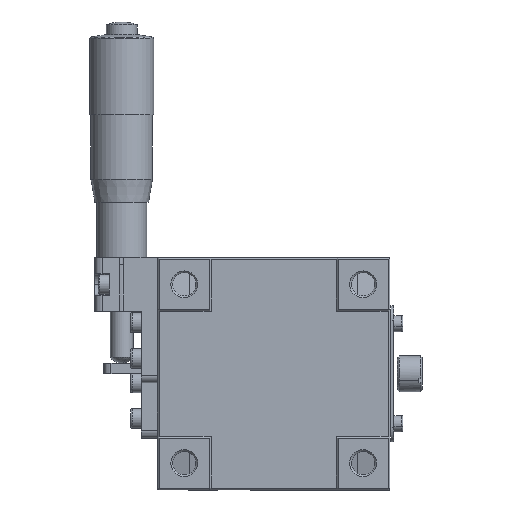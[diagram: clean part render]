
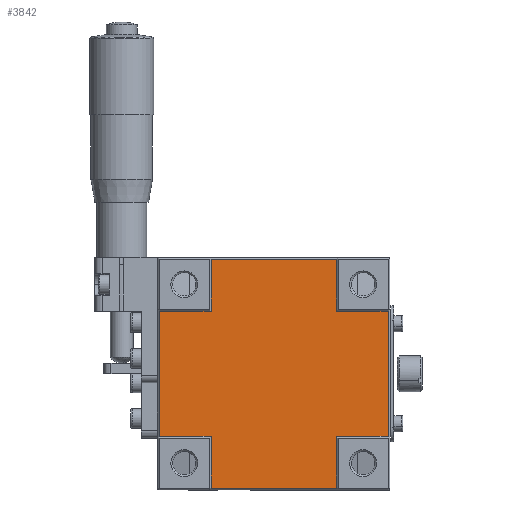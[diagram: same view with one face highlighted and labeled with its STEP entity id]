
A CAD part, front view. The second image highlights one B-rep face of the part: STEP entity #3842.
In plain terms, the highlighted planar face has unit normal (0, -1, 0).
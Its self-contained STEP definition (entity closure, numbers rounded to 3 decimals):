
#58 = EDGE_CURVE ( 'NONE', #4682, #8115, #1314, .T. ) ;
#658 = DIRECTION ( 'NONE',  ( -1., 0., 0. ) ) ;
#690 = LINE ( 'NONE', #1025, #3500 ) ;
#823 = LINE ( 'NONE', #13648, #6156 ) ;
#1002 = DIRECTION ( 'NONE',  ( 0., 0., -1. ) ) ;
#1016 = VERTEX_POINT ( 'NONE', #11522 ) ;
#1025 = CARTESIAN_POINT ( 'NONE',  ( 17.5, 0.5, -32.5 ) ) ;
#1220 = EDGE_CURVE ( 'NONE', #1016, #8115, #3588, .T. ) ;
#1314 = LINE ( 'NONE', #2122, #9476 ) ;
#1317 = DIRECTION ( 'NONE',  ( 0., 0., -1. ) ) ;
#1359 = DIRECTION ( 'NONE',  ( 0., 0., 1. ) ) ;
#1801 = ORIENTED_EDGE ( 'NONE', *, *, #10849, .F. ) ;
#1894 = EDGE_CURVE ( 'NONE', #9919, #1016, #8265, .T. ) ;
#1943 = CARTESIAN_POINT ( 'NONE',  ( 17.5, 0.5, -17.5 ) ) ;
#1944 = DIRECTION ( 'NONE',  ( 0., 0., 1. ) ) ;
#2122 = CARTESIAN_POINT ( 'NONE',  ( 32., 0.5, 0. ) ) ;
#2164 = CARTESIAN_POINT ( 'NONE',  ( 32.5, 0.5, 17.5 ) ) ;
#2232 = VERTEX_POINT ( 'NONE', #5997 ) ;
#2261 = CARTESIAN_POINT ( 'NONE',  ( -17.5, 0.5, 17.5 ) ) ;
#2531 = CARTESIAN_POINT ( 'NONE',  ( 0., 0.5, 0. ) ) ;
#2602 = LINE ( 'NONE', #7750, #8277 ) ;
#2805 = ORIENTED_EDGE ( 'NONE', *, *, #9311, .F. ) ;
#3048 = PLANE ( 'NONE',  #6030 ) ;
#3315 = CARTESIAN_POINT ( 'NONE',  ( 17.5, 0.5, 32. ) ) ;
#3477 = CARTESIAN_POINT ( 'NONE',  ( -32., 0.5, 0. ) ) ;
#3500 = VECTOR ( 'NONE', #7398, 1000. ) ;
#3588 = LINE ( 'NONE', #2164, #6764 ) ;
#3842 = ADVANCED_FACE ( 'NONE', ( #6532 ), #3048, .F. ) ;
#3914 = VERTEX_POINT ( 'NONE', #2261 ) ;
#4064 = EDGE_CURVE ( 'NONE', #2232, #11744, #12749, .T. ) ;
#4277 = ORIENTED_EDGE ( 'NONE', *, *, #11381, .T. ) ;
#4399 = CARTESIAN_POINT ( 'NONE',  ( 0., 0.5, -32. ) ) ;
#4428 = ORIENTED_EDGE ( 'NONE', *, *, #7594, .F. ) ;
#4477 = ORIENTED_EDGE ( 'NONE', *, *, #1220, .F. ) ;
#4598 = LINE ( 'NONE', #4399, #9277 ) ;
#4682 = VERTEX_POINT ( 'NONE', #4915 ) ;
#4748 = DIRECTION ( 'NONE',  ( 1., 0., 0. ) ) ;
#4845 = CARTESIAN_POINT ( 'NONE',  ( -17.5, 0.5, 17.5 ) ) ;
#4915 = CARTESIAN_POINT ( 'NONE',  ( 32., 0.5, -17.5 ) ) ;
#4997 = CARTESIAN_POINT ( 'NONE',  ( -32.5, 0.5, -17.5 ) ) ;
#5016 = EDGE_CURVE ( 'NONE', #9919, #9191, #7930, .T. ) ;
#5073 = VERTEX_POINT ( 'NONE', #10623 ) ;
#5075 = VECTOR ( 'NONE', #658, 1000. ) ;
#5718 = ORIENTED_EDGE ( 'NONE', *, *, #11207, .F. ) ;
#5997 = CARTESIAN_POINT ( 'NONE',  ( -17.5, 0.5, -17.5 ) ) ;
#6030 = AXIS2_PLACEMENT_3D ( 'NONE', #2531, #11947, #6505 ) ;
#6156 = VECTOR ( 'NONE', #1944, 1000. ) ;
#6219 = CARTESIAN_POINT ( 'NONE',  ( -32., 0.5, -17.5 ) ) ;
#6239 = DIRECTION ( 'NONE',  ( -1., 0., 0. ) ) ;
#6343 = CARTESIAN_POINT ( 'NONE',  ( -17.5, 0.5, -32. ) ) ;
#6400 = LINE ( 'NONE', #3477, #9249 ) ;
#6505 = DIRECTION ( 'NONE',  ( 0., 0., 1. ) ) ;
#6532 = FACE_OUTER_BOUND ( 'NONE', #10121, .T. ) ;
#6544 = DIRECTION ( 'NONE',  ( 1., 0., 0. ) ) ;
#6764 = VECTOR ( 'NONE', #12775, 1000. ) ;
#7182 = LINE ( 'NONE', #4845, #12573 ) ;
#7214 = ORIENTED_EDGE ( 'NONE', *, *, #12387, .T. ) ;
#7366 = CARTESIAN_POINT ( 'NONE',  ( 0., 0.5, 32. ) ) ;
#7371 = VERTEX_POINT ( 'NONE', #8328 ) ;
#7373 = VECTOR ( 'NONE', #9199, 1000. ) ;
#7398 = DIRECTION ( 'NONE',  ( 0., 0., -1. ) ) ;
#7594 = EDGE_CURVE ( 'NONE', #5073, #3914, #7182, .T. ) ;
#7750 = CARTESIAN_POINT ( 'NONE',  ( -17.5, 0.5, -17.5 ) ) ;
#7891 = CARTESIAN_POINT ( 'NONE',  ( 32., 0.5, 17.5 ) ) ;
#7930 = LINE ( 'NONE', #7366, #5075 ) ;
#8115 = VERTEX_POINT ( 'NONE', #7891 ) ;
#8197 = CARTESIAN_POINT ( 'NONE',  ( -17.5, 0.5, 32. ) ) ;
#8265 = LINE ( 'NONE', #9698, #13606 ) ;
#8277 = VECTOR ( 'NONE', #1359, 1000. ) ;
#8328 = CARTESIAN_POINT ( 'NONE',  ( 17.5, 0.5, -17.5 ) ) ;
#9191 = VERTEX_POINT ( 'NONE', #8197 ) ;
#9199 = DIRECTION ( 'NONE',  ( -1., 0., 0. ) ) ;
#9249 = VECTOR ( 'NONE', #1317, 1000. ) ;
#9277 = VECTOR ( 'NONE', #6544, 1000. ) ;
#9311 = EDGE_CURVE ( 'NONE', #3914, #9191, #823, .T. ) ;
#9368 = ORIENTED_EDGE ( 'NONE', *, *, #1894, .F. ) ;
#9376 = CARTESIAN_POINT ( 'NONE',  ( 17.5, 0.5, -32. ) ) ;
#9476 = VECTOR ( 'NONE', #13532, 1000. ) ;
#9694 = ORIENTED_EDGE ( 'NONE', *, *, #4064, .F. ) ;
#9698 = CARTESIAN_POINT ( 'NONE',  ( 17.5, 0.5, 17.5 ) ) ;
#9781 = ORIENTED_EDGE ( 'NONE', *, *, #5016, .T. ) ;
#9919 = VERTEX_POINT ( 'NONE', #3315 ) ;
#10121 = EDGE_LOOP ( 'NONE', ( #5718, #10395, #4477, #9368, #9781, #2805, #4428, #7214, #9694, #1801, #4277, #11670 ) ) ;
#10395 = ORIENTED_EDGE ( 'NONE', *, *, #58, .T. ) ;
#10623 = CARTESIAN_POINT ( 'NONE',  ( -32., 0.5, 17.5 ) ) ;
#10849 = EDGE_CURVE ( 'NONE', #13570, #2232, #2602, .T. ) ;
#11207 = EDGE_CURVE ( 'NONE', #4682, #7371, #12477, .T. ) ;
#11264 = EDGE_CURVE ( 'NONE', #7371, #12208, #690, .T. ) ;
#11381 = EDGE_CURVE ( 'NONE', #13570, #12208, #4598, .T. ) ;
#11522 = CARTESIAN_POINT ( 'NONE',  ( 17.5, 0.5, 17.5 ) ) ;
#11670 = ORIENTED_EDGE ( 'NONE', *, *, #11264, .F. ) ;
#11744 = VERTEX_POINT ( 'NONE', #6219 ) ;
#11802 = VECTOR ( 'NONE', #6239, 1000. ) ;
#11947 = DIRECTION ( 'NONE',  ( 0., 1., 0. ) ) ;
#12208 = VERTEX_POINT ( 'NONE', #9376 ) ;
#12387 = EDGE_CURVE ( 'NONE', #5073, #11744, #6400, .T. ) ;
#12477 = LINE ( 'NONE', #1943, #11802 ) ;
#12573 = VECTOR ( 'NONE', #4748, 1000. ) ;
#12749 = LINE ( 'NONE', #4997, #7373 ) ;
#12775 = DIRECTION ( 'NONE',  ( 1., 0., 0. ) ) ;
#13532 = DIRECTION ( 'NONE',  ( 0., 0., 1. ) ) ;
#13570 = VERTEX_POINT ( 'NONE', #6343 ) ;
#13606 = VECTOR ( 'NONE', #1002, 1000. ) ;
#13648 = CARTESIAN_POINT ( 'NONE',  ( -17.5, 0.5, 32.5 ) ) ;
